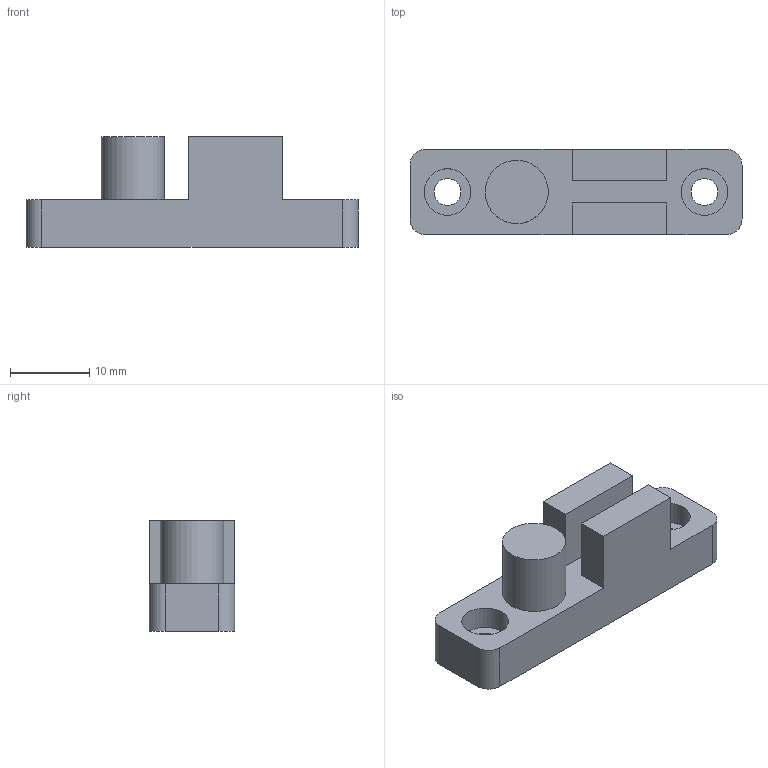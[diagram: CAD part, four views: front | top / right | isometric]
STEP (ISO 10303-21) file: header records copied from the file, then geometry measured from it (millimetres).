
FILE_DESCRIPTION(('FreeCAD Model'),'2;1');
FILE_NAME('beltclamp_m3.step','2018-02-13T16:50:26',('Author'),(''), 'Open CASCADE STEP processor 6.8','FreeCAD','Unknown');
FILE_SCHEMA(('AUTOMOTIVE_DESIGN_CC2 { 1 2 10303 214 -1 1 5 4 }'));
Length unit declared in the file: millimetre
Products named in the file (2): ASSEMBLY; belt_clamp
Assembly tree (1 placements, depth 2):
  ASSEMBLY
    belt_clamp
Bounding box: 42 x 10.8 x 14 mm (x, y, z)
Volume: 3652.6 mm3; surface area: 2365.4 mm2
Topology: 1 solids, 1 shells, 26 faces, 63 edges, 42 vertices
Faces by surface type: plane 17, cylinder 9
Full cylindrical faces by diameter (mm): 3.4 x2, 5.9 x2, 8 x1
Entity records: 1658 total; most frequent: CARTESIAN_POINT 349, DIRECTION 238, LINE 141, VECTOR 141, ORIENTED_EDGE 126, PCURVE 126, DEFINITIONAL_REPRESENTATION 126, EDGE_CURVE 63
